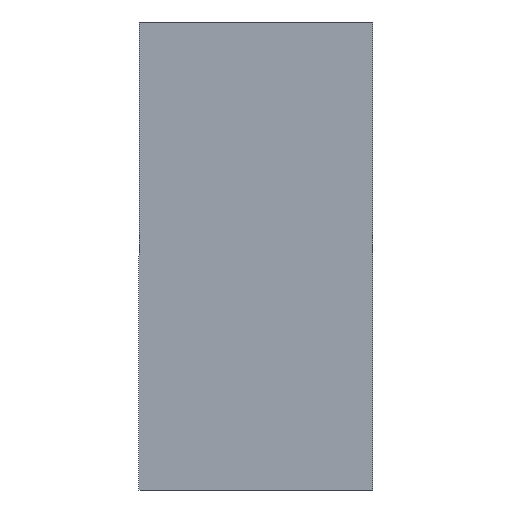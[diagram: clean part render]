
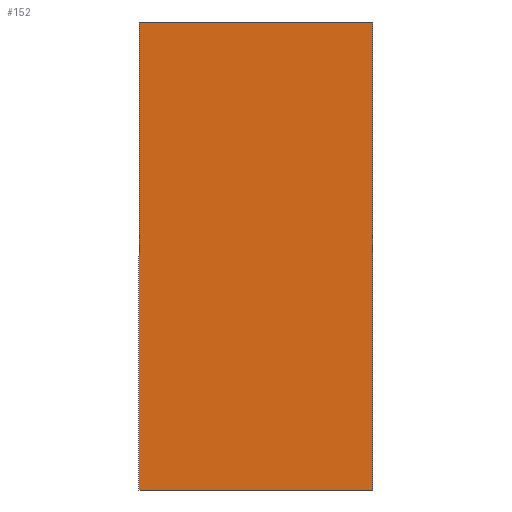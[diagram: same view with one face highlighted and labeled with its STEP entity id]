
A CAD part, front view. The second image highlights one B-rep face of the part: STEP entity #152.
In plain terms, the highlighted planar face has unit normal (0, -1, 0).
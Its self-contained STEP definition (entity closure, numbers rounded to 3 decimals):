
#24 = CARTESIAN_POINT ( 'NONE',  ( 0., 0., 50. ) ) ;
#152 = ADVANCED_FACE ( 'Face_175_6', ( #1420 ), #1154, .F. ) ;
#289 = CARTESIAN_POINT ( 'NONE',  ( 25., 0., 50. ) ) ;
#314 = VECTOR ( 'NONE', #1042, 1000. ) ;
#350 = LINE ( 'NONE', #863, #314 ) ;
#373 = VERTEX_POINT ( 'NONE', #1047 ) ;
#376 = DIRECTION ( 'NONE',  ( 1., 0., 0. ) ) ;
#389 = ORIENTED_EDGE ( 'NONE', *, *, #489, .F. ) ;
#430 = CARTESIAN_POINT ( 'NONE',  ( 25., 0., 0. ) ) ;
#489 = EDGE_CURVE ( 'Edge_1590_9', #491, #1623, #1879, .T. ) ;
#491 = VERTEX_POINT ( 'NONE', #2053 ) ;
#493 = EDGE_CURVE ( 'Edge_2577_8', #1623, #1599, #350, .T. ) ;
#591 = VECTOR ( 'NONE', #1818, 1000. ) ;
#597 = CARTESIAN_POINT ( 'NONE',  ( 0., 0., 0. ) ) ;
#609 = ORIENTED_EDGE ( 'NONE', *, *, #493, .F. ) ;
#645 = DIRECTION ( 'NONE',  ( 0., 0., 1. ) ) ;
#674 = ORIENTED_EDGE ( 'NONE', *, *, #715, .F. ) ;
#715 = EDGE_CURVE ( 'Edge_2576_7', #1599, #373, #1060, .T. ) ;
#785 = AXIS2_PLACEMENT_3D ( 'NONE', #788, #1978, #966 ) ;
#788 = CARTESIAN_POINT ( 'NONE',  ( 0., 0., 0. ) ) ;
#863 = CARTESIAN_POINT ( 'NONE',  ( 25., 0., 0. ) ) ;
#959 = ORIENTED_EDGE ( 'NONE', *, *, #1712, .F. ) ;
#966 = DIRECTION ( 'NONE',  ( 0., 0., 1. ) ) ;
#1042 = DIRECTION ( 'NONE',  ( 0., 0., -1. ) ) ;
#1047 = CARTESIAN_POINT ( 'NONE',  ( 0., 0., 0. ) ) ;
#1060 = LINE ( 'NONE', #597, #591 ) ;
#1154 = PLANE ( 'NONE',  #785 ) ;
#1183 = EDGE_LOOP ( 'NONE', ( #609, #389, #959, #674 ) ) ;
#1282 = VECTOR ( 'NONE', #376, 1000. ) ;
#1420 = FACE_OUTER_BOUND ( 'NONE', #1183, .T. ) ;
#1439 = LINE ( 'NONE', #1662, #1482 ) ;
#1482 = VECTOR ( 'NONE', #645, 1000. ) ;
#1599 = VERTEX_POINT ( 'NONE', #430 ) ;
#1623 = VERTEX_POINT ( 'NONE', #289 ) ;
#1662 = CARTESIAN_POINT ( 'NONE',  ( 0., 0., 0. ) ) ;
#1712 = EDGE_CURVE ( 'Edge_2575_6', #373, #491, #1439, .T. ) ;
#1818 = DIRECTION ( 'NONE',  ( -1., 0., 0. ) ) ;
#1879 = LINE ( 'NONE', #24, #1282 ) ;
#1978 = DIRECTION ( 'NONE',  ( 0., 1., 0. ) ) ;
#2053 = CARTESIAN_POINT ( 'NONE',  ( 0., 0., 50. ) ) ;
